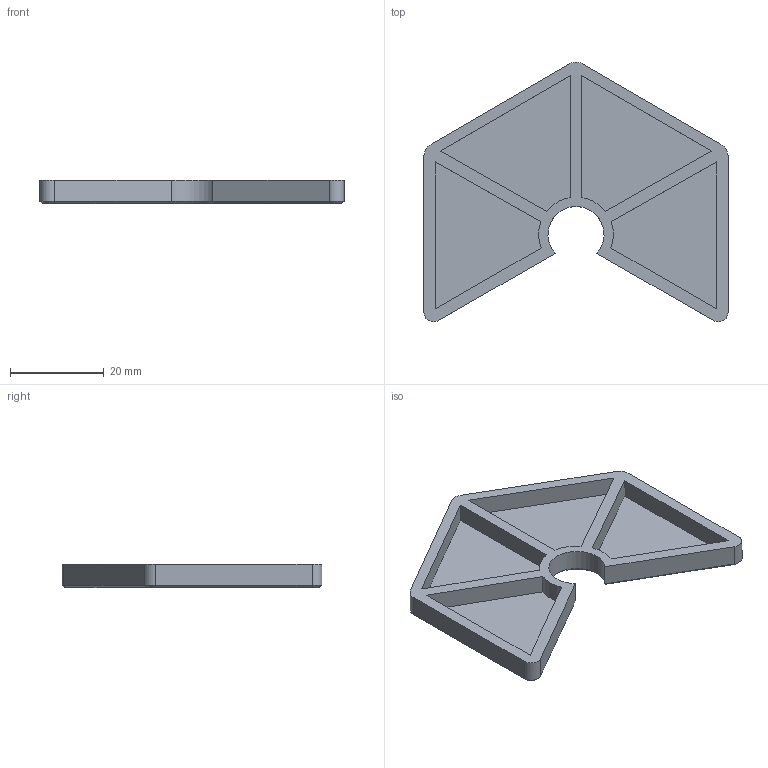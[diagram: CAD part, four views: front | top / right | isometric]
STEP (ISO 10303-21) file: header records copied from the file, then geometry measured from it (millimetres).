
FILE_DESCRIPTION(('FreeCAD Model'),'2;1');
FILE_NAME( 'icestudio-base.step', '2019-01-04T11:27:30',('Author'),(''), 'Open CASCADE STEP processor 6.8','FreeCAD','Unknown');
FILE_SCHEMA(('AUTOMOTIVE_DESIGN_CC2 { 1 2 10303 214 -1 1 5 4 }'));
Length unit declared in the file: millimetre
Products named in the file (1): icestudio-base
Bounding box: 65.03 x 55.56 x 5 mm (x, y, z)
Volume: 5322.8 mm3; surface area: 7394.9 mm2
Topology: 1 solids, 1 shells, 46 faces, 108 edges, 68 vertices
Faces by surface type: plane 30, cylinder 10, cone 6
Entity records: 3546 total; most frequent: CARTESIAN_POINT 1397, DIRECTION 383, LINE 228, VECTOR 228, ORIENTED_EDGE 216, PCURVE 216, DEFINITIONAL_REPRESENTATION 216, EDGE_CURVE 108
